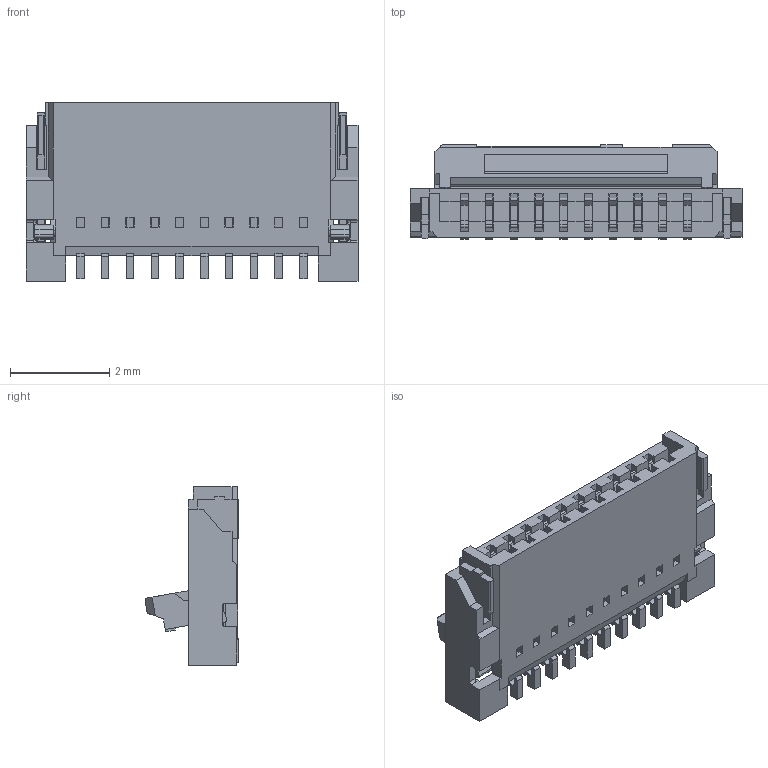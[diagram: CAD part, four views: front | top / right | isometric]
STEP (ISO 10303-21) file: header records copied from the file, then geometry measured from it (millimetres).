
FILE_DESCRIPTION((''),'2;1');
FILE_NAME('5034801000','2015-11-13T',('gsharma'),(''),'PRO/ENGINEER BY PARAMETRIC TECHNOLOGY CORPORATION, 2012310','PRO/ENGINEER BY PARAMETRIC TECHNOLOGY CORPORATION, 2012310','');
FILE_SCHEMA(('CONFIG_CONTROL_DESIGN'));
Length unit declared in the file: millimetre
Products named in the file (1): 5034801000
Bounding box: 6.7 x 1.9 x 3.6 mm (x, y, z)
Volume: 15.2 mm3; surface area: 171.8 mm2
Topology: 2 solids, 2 shells, 738 faces, 2339 edges, 1564 vertices
Faces by surface type: plane 598, cylinder 140
Entity records: 25662 total; most frequent: CARTESIAN_POINT 4602, ORIENTED_EDGE 4582, DIRECTION 4097, EDGE_CURVE 2291, VECTOR 2055, LINE 2055, VERTEX_POINT 1516, AXIS2_PLACEMENT_3D 1021
